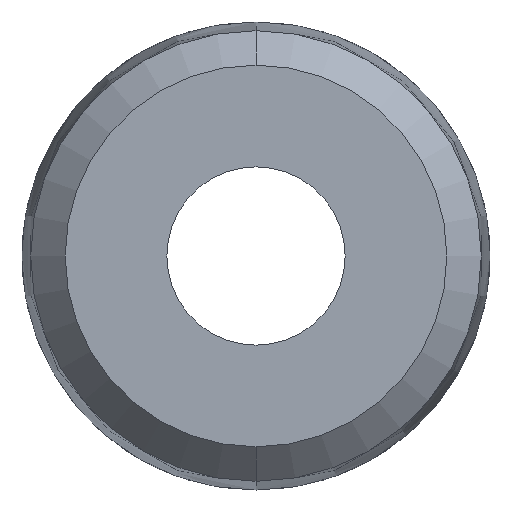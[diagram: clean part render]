
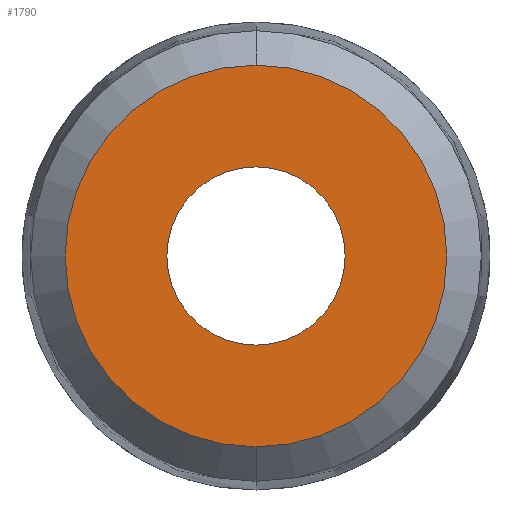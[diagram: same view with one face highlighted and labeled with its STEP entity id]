
A CAD part, front view. The second image highlights one B-rep face of the part: STEP entity #1790.
In plain terms, the highlighted planar face has unit normal (0, -1, 0).
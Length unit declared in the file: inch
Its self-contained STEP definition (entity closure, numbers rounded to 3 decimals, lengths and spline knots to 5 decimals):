
#24 = DIRECTION ( 'NONE',  ( 0., 0., 1. ) ) ;
#41 = EDGE_CURVE ( 'NONE', #560, #1846, #150, .T. ) ;
#68 = CIRCLE ( 'NONE', #1558, 0.33711 ) ;
#69 = EDGE_CURVE ( 'NONE', #1828, #1355, #68, .T. ) ;
#93 = CARTESIAN_POINT ( 'NONE',  ( 0., 0., 0.33711 ) ) ;
#150 = CIRCLE ( 'NONE', #833, 0.15748 ) ;
#168 = DIRECTION ( 'NONE',  ( 0., 0., 1. ) ) ;
#175 = DIRECTION ( 'NONE',  ( 0., 1., 0. ) ) ;
#176 = DIRECTION ( 'NONE',  ( 0., 0., 1. ) ) ;
#222 = CARTESIAN_POINT ( 'NONE',  ( 0., 0., 0. ) ) ;
#279 = AXIS2_PLACEMENT_3D ( 'NONE', #1902, #820, #607 ) ;
#517 = CARTESIAN_POINT ( 'NONE',  ( 0., 0., 0.15748 ) ) ;
#527 = AXIS2_PLACEMENT_3D ( 'NONE', #2335, #1200, #24 ) ;
#550 = AXIS2_PLACEMENT_3D ( 'NONE', #2329, #2151, #176 ) ;
#560 = VERTEX_POINT ( 'NONE', #1437 ) ;
#607 = DIRECTION ( 'NONE',  ( 0., 0., -1. ) ) ;
#631 = PLANE ( 'NONE',  #279 ) ;
#754 = CARTESIAN_POINT ( 'NONE',  ( 0., 0., -0.33711 ) ) ;
#820 = DIRECTION ( 'NONE',  ( 0., -1., 0. ) ) ;
#833 = AXIS2_PLACEMENT_3D ( 'NONE', #1483, #1761, #1489 ) ;
#944 = ORIENTED_EDGE ( 'NONE', *, *, #41, .T. ) ;
#1010 = ORIENTED_EDGE ( 'NONE', *, *, #2091, .F. ) ;
#1106 = CIRCLE ( 'NONE', #527, 0.33711 ) ;
#1200 = DIRECTION ( 'NONE',  ( 0., 1., 0. ) ) ;
#1355 = VERTEX_POINT ( 'NONE', #93 ) ;
#1395 = EDGE_CURVE ( 'NONE', #1846, #560, #2474, .T. ) ;
#1437 = CARTESIAN_POINT ( 'NONE',  ( 0., 0., -0.15748 ) ) ;
#1483 = CARTESIAN_POINT ( 'NONE',  ( 0., 0., 0. ) ) ;
#1489 = DIRECTION ( 'NONE',  ( 0., 0., 1. ) ) ;
#1558 = AXIS2_PLACEMENT_3D ( 'NONE', #222, #175, #168 ) ;
#1729 = FACE_BOUND ( 'NONE', #2266, .T. ) ;
#1737 = FACE_OUTER_BOUND ( 'NONE', #2179, .T. ) ;
#1761 = DIRECTION ( 'NONE',  ( 0., 1., 0. ) ) ;
#1790 = ADVANCED_FACE ( 'NONE', ( #1729, #1737 ), #631, .T. ) ;
#1828 = VERTEX_POINT ( 'NONE', #754 ) ;
#1846 = VERTEX_POINT ( 'NONE', #517 ) ;
#1902 = CARTESIAN_POINT ( 'NONE',  ( -0.24729, 0., 0. ) ) ;
#2015 = ORIENTED_EDGE ( 'NONE', *, *, #1395, .T. ) ;
#2091 = EDGE_CURVE ( 'NONE', #1355, #1828, #1106, .T. ) ;
#2151 = DIRECTION ( 'NONE',  ( 0., 1., 0. ) ) ;
#2179 = EDGE_LOOP ( 'NONE', ( #1010, #2300 ) ) ;
#2266 = EDGE_LOOP ( 'NONE', ( #2015, #944 ) ) ;
#2300 = ORIENTED_EDGE ( 'NONE', *, *, #69, .F. ) ;
#2329 = CARTESIAN_POINT ( 'NONE',  ( 0., 0., 0. ) ) ;
#2335 = CARTESIAN_POINT ( 'NONE',  ( 0., 0., 0. ) ) ;
#2474 = CIRCLE ( 'NONE', #550, 0.15748 ) ;
